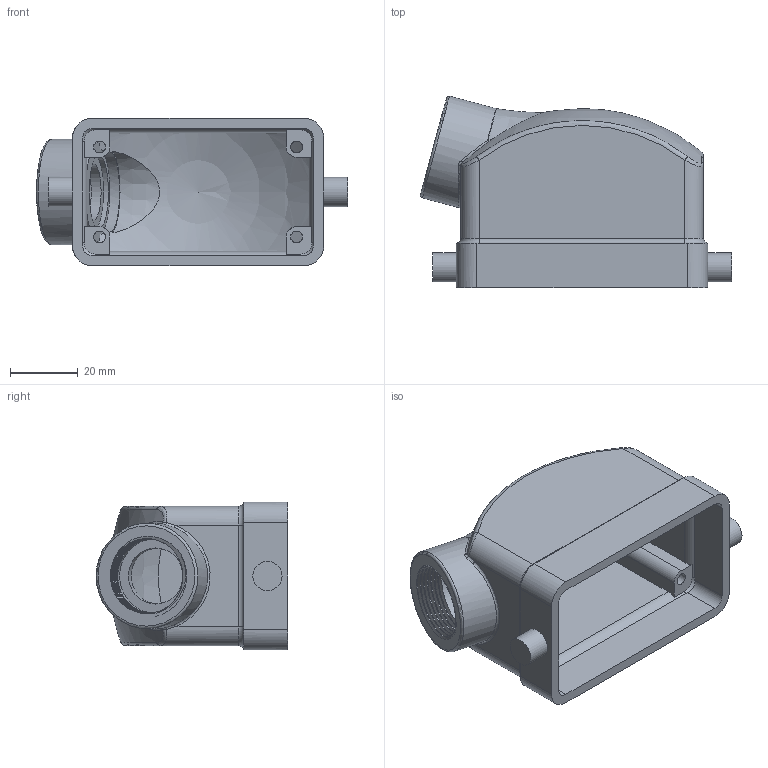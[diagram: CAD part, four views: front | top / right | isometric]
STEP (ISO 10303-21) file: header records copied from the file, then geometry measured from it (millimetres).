
FILE_DESCRIPTION (( 'STEP AP214' ), '1' );
FILE_NAME ('ZP-MC10B-2-SSE16M.STEP', '2011-11-21T14:32:09', ( '.adc' ), ( '' ), 'SwSTEP 2.0', 'SolidWorks 2011', '' );
FILE_SCHEMA (( 'AUTOMOTIVE_DESIGN' ));
Length unit declared in the file: millimetre
Products named in the file (1): ZP-MC10B-2-SSE16M
Bounding box: 91.58 x 56.41 x 43.5 mm (x, y, z)
Volume: 43383 mm3; surface area: 29084.5 mm2
Topology: 4 solids, 4 shells, 127 faces, 339 edges, 218 vertices
Faces by surface type: plane 46, cylinder 45, torus 13, bspline 13, sphere 8, cone 2
Full cylindrical faces by diameter (mm): 3.5 x4, 8.6 x2, 16.5 x1, 22 x7, 31 x1
Entity records: 7015 total; most frequent: CARTESIAN_POINT 2879, ORIENTED_EDGE 596, DIRECTION 544, EDGE_CURVE 298, AXIS2_PLACEMENT_3D 226, VERTEX_POINT 196, EDGE_LOOP 140, FACE_OUTER_BOUND 132
